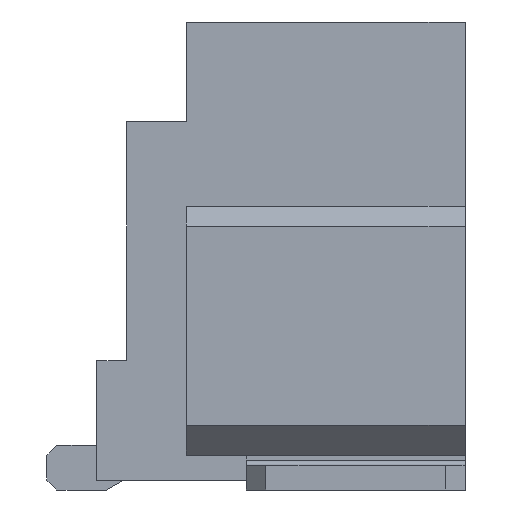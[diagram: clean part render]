
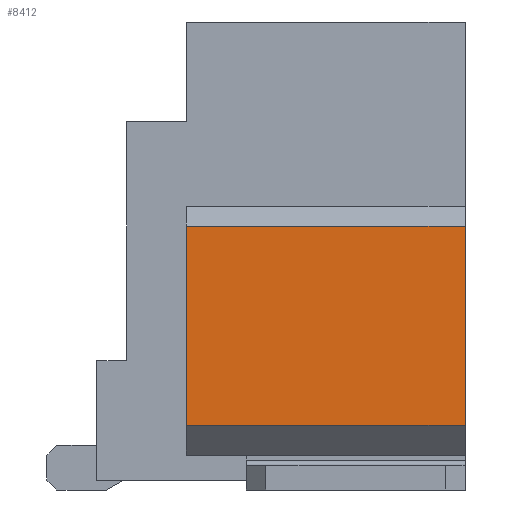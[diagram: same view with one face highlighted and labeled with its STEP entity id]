
A CAD part, left-side view. The second image highlights one B-rep face of the part: STEP entity #8412.
In plain terms, the highlighted face is planar.
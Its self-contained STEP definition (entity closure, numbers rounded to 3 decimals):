
#1548 = PLANE('',#1549);
#1549 = AXIS2_PLACEMENT_3D('',#1550,#1551,#1552);
#1550 = CARTESIAN_POINT('',(7.75,1.85,-2.3));
#1551 = DIRECTION('',(0.,1.,0.));
#1552 = DIRECTION('',(-1.,0.,0.));
#3263 = VERTEX_POINT('',#3264);
#3264 = CARTESIAN_POINT('',(9.25,1.85,-1.75));
#3278 = PLANE('',#3279);
#3279 = AXIS2_PLACEMENT_3D('',#3280,#3281,#3282);
#3280 = CARTESIAN_POINT('',(9.25,1.85,-1.75));
#3281 = DIRECTION('',(0.707,0.,-0.707));
#3282 = DIRECTION('',(-0.707,0.,-0.707));
#3290 = EDGE_CURVE('',#3291,#3263,#3293,.T.);
#3291 = VERTEX_POINT('',#3292);
#3292 = CARTESIAN_POINT('',(9.25,1.85,0.25));
#3293 = SURFACE_CURVE('',#3294,(#3298,#3305),.PCURVE_S1.);
#3294 = LINE('',#3295,#3296);
#3295 = CARTESIAN_POINT('',(9.25,1.85,0.25));
#3296 = VECTOR('',#3297,1.);
#3297 = DIRECTION('',(0.,0.,-1.));
#3298 = PCURVE('',#1548,#3299);
#3299 = DEFINITIONAL_REPRESENTATION('',(#3300),#3304);
#3300 = LINE('',#3301,#3302);
#3301 = CARTESIAN_POINT('',(-1.5,2.55));
#3302 = VECTOR('',#3303,1.);
#3303 = DIRECTION('',(0.,-1.));
#3304 = ( GEOMETRIC_REPRESENTATION_CONTEXT(2) 
PARAMETRIC_REPRESENTATION_CONTEXT() REPRESENTATION_CONTEXT('2D SPACE',''
  ) );
#3305 = PCURVE('',#3306,#3311);
#3306 = PLANE('',#3307);
#3307 = AXIS2_PLACEMENT_3D('',#3308,#3309,#3310);
#3308 = CARTESIAN_POINT('',(9.25,1.85,0.25));
#3309 = DIRECTION('',(1.,0.,0.));
#3310 = DIRECTION('',(0.,0.,-1.));
#3311 = DEFINITIONAL_REPRESENTATION('',(#3312),#3316);
#3312 = LINE('',#3313,#3314);
#3313 = CARTESIAN_POINT('',(0.,0.));
#3314 = VECTOR('',#3315,1.);
#3315 = DIRECTION('',(1.,0.));
#3316 = ( GEOMETRIC_REPRESENTATION_CONTEXT(2) 
PARAMETRIC_REPRESENTATION_CONTEXT() REPRESENTATION_CONTEXT('2D SPACE',''
  ) );
#3334 = PLANE('',#3335);
#3335 = AXIS2_PLACEMENT_3D('',#3336,#3337,#3338);
#3336 = CARTESIAN_POINT('',(7.95,1.85,0.25));
#3337 = DIRECTION('',(0.,0.,1.));
#3338 = DIRECTION('',(1.,0.,0.));
#5733 = PLANE('',#5734);
#5734 = AXIS2_PLACEMENT_3D('',#5735,#5736,#5737);
#5735 = CARTESIAN_POINT('',(7.75,-0.95,-2.3));
#5736 = DIRECTION('',(0.,1.,0.));
#5737 = DIRECTION('',(1.,0.,0.));
#8370 = VERTEX_POINT('',#8371);
#8371 = CARTESIAN_POINT('',(9.25,-0.95,-1.75));
#8392 = EDGE_CURVE('',#3263,#8370,#8393,.T.);
#8393 = SURFACE_CURVE('',#8394,(#8398,#8405),.PCURVE_S1.);
#8394 = LINE('',#8395,#8396);
#8395 = CARTESIAN_POINT('',(9.25,1.85,-1.75));
#8396 = VECTOR('',#8397,1.);
#8397 = DIRECTION('',(0.,-1.,0.));
#8398 = PCURVE('',#3278,#8399);
#8399 = DEFINITIONAL_REPRESENTATION('',(#8400),#8404);
#8400 = LINE('',#8401,#8402);
#8401 = CARTESIAN_POINT('',(0.,0.));
#8402 = VECTOR('',#8403,1.);
#8403 = DIRECTION('',(0.,-1.));
#8404 = ( GEOMETRIC_REPRESENTATION_CONTEXT(2) 
PARAMETRIC_REPRESENTATION_CONTEXT() REPRESENTATION_CONTEXT('2D SPACE',''
  ) );
#8405 = PCURVE('',#3306,#8406);
#8406 = DEFINITIONAL_REPRESENTATION('',(#8407),#8411);
#8407 = LINE('',#8408,#8409);
#8408 = CARTESIAN_POINT('',(2.,0.));
#8409 = VECTOR('',#8410,1.);
#8410 = DIRECTION('',(0.,-1.));
#8411 = ( GEOMETRIC_REPRESENTATION_CONTEXT(2) 
PARAMETRIC_REPRESENTATION_CONTEXT() REPRESENTATION_CONTEXT('2D SPACE',''
  ) );
#8412 = ADVANCED_FACE('',(#8413),#3306,.T.);
#8413 = FACE_BOUND('',#8414,.F.);
#8414 = EDGE_LOOP('',(#8415,#8416,#8417,#8440));
#8415 = ORIENTED_EDGE('',*,*,#3290,.T.);
#8416 = ORIENTED_EDGE('',*,*,#8392,.T.);
#8417 = ORIENTED_EDGE('',*,*,#8418,.F.);
#8418 = EDGE_CURVE('',#8419,#8370,#8421,.T.);
#8419 = VERTEX_POINT('',#8420);
#8420 = CARTESIAN_POINT('',(9.25,-0.95,0.25));
#8421 = SURFACE_CURVE('',#8422,(#8426,#8433),.PCURVE_S1.);
#8422 = LINE('',#8423,#8424);
#8423 = CARTESIAN_POINT('',(9.25,-0.95,0.25));
#8424 = VECTOR('',#8425,1.);
#8425 = DIRECTION('',(0.,0.,-1.));
#8426 = PCURVE('',#3306,#8427);
#8427 = DEFINITIONAL_REPRESENTATION('',(#8428),#8432);
#8428 = LINE('',#8429,#8430);
#8429 = CARTESIAN_POINT('',(0.,-2.8));
#8430 = VECTOR('',#8431,1.);
#8431 = DIRECTION('',(1.,0.));
#8432 = ( GEOMETRIC_REPRESENTATION_CONTEXT(2) 
PARAMETRIC_REPRESENTATION_CONTEXT() REPRESENTATION_CONTEXT('2D SPACE',''
  ) );
#8433 = PCURVE('',#5733,#8434);
#8434 = DEFINITIONAL_REPRESENTATION('',(#8435),#8439);
#8435 = LINE('',#8436,#8437);
#8436 = CARTESIAN_POINT('',(1.5,-2.55));
#8437 = VECTOR('',#8438,1.);
#8438 = DIRECTION('',(0.,1.));
#8439 = ( GEOMETRIC_REPRESENTATION_CONTEXT(2) 
PARAMETRIC_REPRESENTATION_CONTEXT() REPRESENTATION_CONTEXT('2D SPACE',''
  ) );
#8440 = ORIENTED_EDGE('',*,*,#8441,.F.);
#8441 = EDGE_CURVE('',#3291,#8419,#8442,.T.);
#8442 = SURFACE_CURVE('',#8443,(#8447,#8454),.PCURVE_S1.);
#8443 = LINE('',#8444,#8445);
#8444 = CARTESIAN_POINT('',(9.25,1.85,0.25));
#8445 = VECTOR('',#8446,1.);
#8446 = DIRECTION('',(0.,-1.,0.));
#8447 = PCURVE('',#3306,#8448);
#8448 = DEFINITIONAL_REPRESENTATION('',(#8449),#8453);
#8449 = LINE('',#8450,#8451);
#8450 = CARTESIAN_POINT('',(0.,0.));
#8451 = VECTOR('',#8452,1.);
#8452 = DIRECTION('',(0.,-1.));
#8453 = ( GEOMETRIC_REPRESENTATION_CONTEXT(2) 
PARAMETRIC_REPRESENTATION_CONTEXT() REPRESENTATION_CONTEXT('2D SPACE',''
  ) );
#8454 = PCURVE('',#3334,#8455);
#8455 = DEFINITIONAL_REPRESENTATION('',(#8456),#8460);
#8456 = LINE('',#8457,#8458);
#8457 = CARTESIAN_POINT('',(1.3,0.));
#8458 = VECTOR('',#8459,1.);
#8459 = DIRECTION('',(0.,-1.));
#8460 = ( GEOMETRIC_REPRESENTATION_CONTEXT(2) 
PARAMETRIC_REPRESENTATION_CONTEXT() REPRESENTATION_CONTEXT('2D SPACE',''
  ) );
